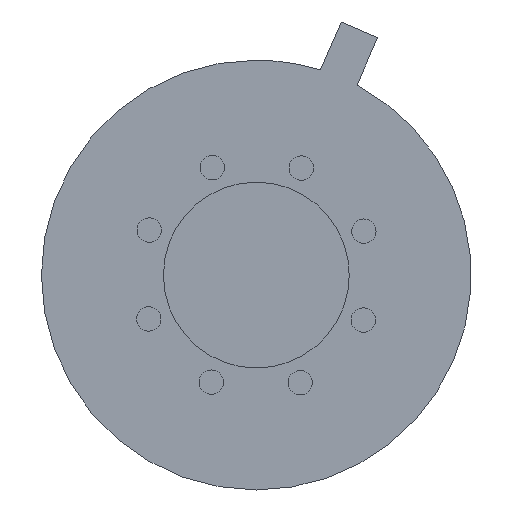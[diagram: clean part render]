
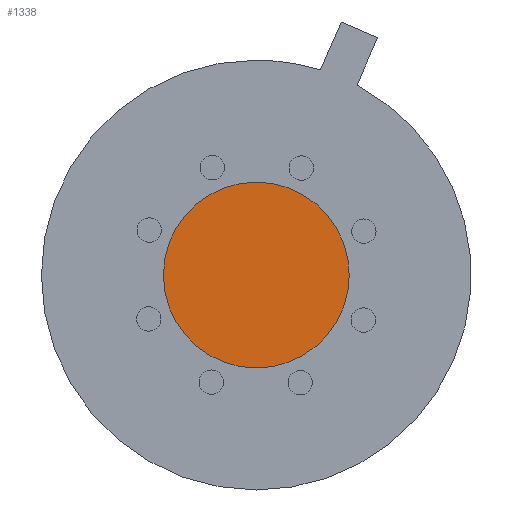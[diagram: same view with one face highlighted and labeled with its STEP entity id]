
A CAD part, front view. The second image highlights one B-rep face of the part: STEP entity #1338.
In plain terms, the highlighted planar face has unit normal (0, -1, 0).
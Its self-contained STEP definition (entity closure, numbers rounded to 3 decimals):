
#107 = DIRECTION ( 'NONE',  ( 0., -1., 0. ) ) ;
#130 = EDGE_CURVE ( 'NONE', #398, #1435, #1703, .T. ) ;
#245 = FACE_OUTER_BOUND ( 'NONE', #426, .T. ) ;
#249 = CARTESIAN_POINT ( 'NONE',  ( 0., -0.01, 0. ) ) ;
#398 = VERTEX_POINT ( 'NONE', #1078 ) ;
#420 = CARTESIAN_POINT ( 'NONE',  ( 0., -0.01, -2.032 ) ) ;
#426 = EDGE_LOOP ( 'NONE', ( #1076, #1454 ) ) ;
#460 = AXIS2_PLACEMENT_3D ( 'NONE', #249, #1470, #1019 ) ;
#704 = AXIS2_PLACEMENT_3D ( 'NONE', #1782, #107, #1335 ) ;
#751 = DIRECTION ( 'NONE',  ( 0., 0., 1. ) ) ;
#863 = PLANE ( 'NONE',  #704 ) ;
#1019 = DIRECTION ( 'NONE',  ( 0., 0., 1. ) ) ;
#1076 = ORIENTED_EDGE ( 'NONE', *, *, #130, .F. ) ;
#1078 = CARTESIAN_POINT ( 'NONE',  ( 0., -0.01, 2.032 ) ) ;
#1094 = CIRCLE ( 'NONE', #460, 2.032 ) ;
#1335 = DIRECTION ( 'NONE',  ( 0., 0., -1. ) ) ;
#1338 = ADVANCED_FACE ( 'NONE', ( #245 ), #863, .T. ) ;
#1435 = VERTEX_POINT ( 'NONE', #420 ) ;
#1453 = AXIS2_PLACEMENT_3D ( 'NONE', #1534, #1962, #751 ) ;
#1454 = ORIENTED_EDGE ( 'NONE', *, *, #1753, .F. ) ;
#1470 = DIRECTION ( 'NONE',  ( 0., 1., 0. ) ) ;
#1534 = CARTESIAN_POINT ( 'NONE',  ( 0., -0.01, 0. ) ) ;
#1703 = CIRCLE ( 'NONE', #1453, 2.032 ) ;
#1753 = EDGE_CURVE ( 'NONE', #1435, #398, #1094, .T. ) ;
#1782 = CARTESIAN_POINT ( 'NONE',  ( 0., -0.01, 0. ) ) ;
#1962 = DIRECTION ( 'NONE',  ( 0., 1., 0. ) ) ;
